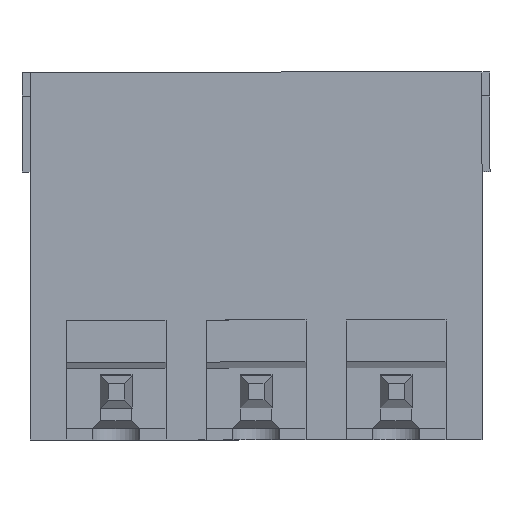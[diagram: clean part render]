
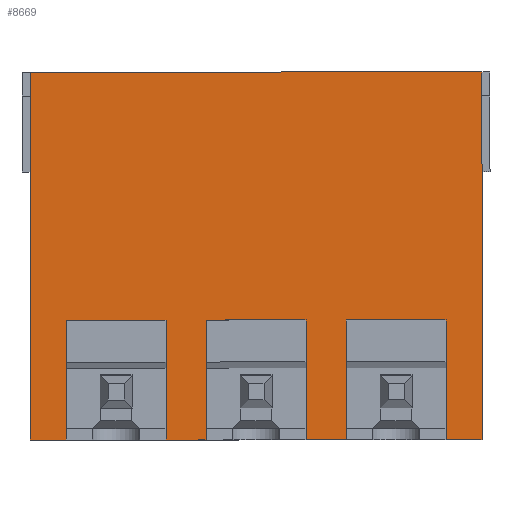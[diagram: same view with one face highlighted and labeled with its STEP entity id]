
A CAD part, front view. The second image highlights one B-rep face of the part: STEP entity #8669.
In plain terms, the highlighted planar face has unit normal (0, -1, 0).
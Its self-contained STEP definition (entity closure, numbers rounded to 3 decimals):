
#40 = LINE ( 'NONE', #8981, #7736 ) ;
#91 = CARTESIAN_POINT ( 'NONE',  ( 6.9, 2.7, -3.5 ) ) ;
#103 = CARTESIAN_POINT ( 'NONE',  ( 6.9, 2.7, -0.5 ) ) ;
#194 = EDGE_CURVE ( 'NONE', #3117, #4861, #5039, .T. ) ;
#205 = EDGE_CURVE ( 'NONE', #6976, #1354, #7985, .T. ) ;
#222 = LINE ( 'NONE', #3195, #519 ) ;
#257 = VERTEX_POINT ( 'NONE', #555 ) ;
#485 = DIRECTION ( 'NONE',  ( 1., 0., 0. ) ) ;
#519 = VECTOR ( 'NONE', #5451, 1000. ) ;
#542 = VECTOR ( 'NONE', #2108, 1000. ) ;
#554 = FACE_OUTER_BOUND ( 'NONE', #2919, .T. ) ;
#555 = CARTESIAN_POINT ( 'NONE',  ( 7.9, 2.7, -0.5 ) ) ;
#609 = VECTOR ( 'NONE', #3173, 1000. ) ;
#693 = VERTEX_POINT ( 'NONE', #9210 ) ;
#791 = LINE ( 'NONE', #8353, #9189 ) ;
#953 = EDGE_CURVE ( 'NONE', #5043, #1354, #4680, .T. ) ;
#1022 = VECTOR ( 'NONE', #1098, 1000. ) ;
#1098 = DIRECTION ( 'NONE',  ( -1., 0., 0. ) ) ;
#1192 = VECTOR ( 'NONE', #9556, 1000. ) ;
#1235 = AXIS2_PLACEMENT_3D ( 'NONE', #3526, #5737, #5135 ) ;
#1260 = CARTESIAN_POINT ( 'NONE',  ( 0., 2.7, 5.7 ) ) ;
#1291 = ORIENTED_EDGE ( 'NONE', *, *, #9586, .F. ) ;
#1332 = CARTESIAN_POINT ( 'NONE',  ( 4.4, 2.7, -3.5 ) ) ;
#1354 = VERTEX_POINT ( 'NONE', #3699 ) ;
#1432 = DIRECTION ( 'NONE',  ( -1., 0., 0. ) ) ;
#1472 = DIRECTION ( 'NONE',  ( 0., 0., 1. ) ) ;
#1481 = LINE ( 'NONE', #3718, #1192 ) ;
#1619 = ORIENTED_EDGE ( 'NONE', *, *, #8227, .T. ) ;
#1773 = CARTESIAN_POINT ( 'NONE',  ( 3.4, 2.7, -0.5 ) ) ;
#1799 = CARTESIAN_POINT ( 'NONE',  ( 0., 2.7, 5.7 ) ) ;
#1866 = CARTESIAN_POINT ( 'NONE',  ( 10.4, 2.7, -0.5 ) ) ;
#1977 = CARTESIAN_POINT ( 'NONE',  ( 0., 2.7, -3.5 ) ) ;
#2041 = CARTESIAN_POINT ( 'NONE',  ( 4.4, 2.7, -3.5 ) ) ;
#2108 = DIRECTION ( 'NONE',  ( -1., 0., 0. ) ) ;
#2110 = VERTEX_POINT ( 'NONE', #6886 ) ;
#2117 = LINE ( 'NONE', #5885, #4609 ) ;
#2238 = VERTEX_POINT ( 'NONE', #1866 ) ;
#2342 = CARTESIAN_POINT ( 'NONE',  ( 0.9, 2.7, -3.5 ) ) ;
#2414 = VECTOR ( 'NONE', #7309, 1000. ) ;
#2870 = ORIENTED_EDGE ( 'NONE', *, *, #6681, .T. ) ;
#2919 = EDGE_LOOP ( 'NONE', ( #5114, #2870, #1291, #5190, #8314, #9564, #4164, #9621, #1619, #4860, #3356, #5919, #7369, #8716, #4386, #7307 ) ) ;
#2925 = DIRECTION ( 'NONE',  ( 0., 0., 1. ) ) ;
#3117 = VERTEX_POINT ( 'NONE', #5980 ) ;
#3173 = DIRECTION ( 'NONE',  ( -1., 0., 0. ) ) ;
#3174 = VECTOR ( 'NONE', #1432, 1000. ) ;
#3195 = CARTESIAN_POINT ( 'NONE',  ( 10.4, 2.7, -3.5 ) ) ;
#3356 = ORIENTED_EDGE ( 'NONE', *, *, #4913, .F. ) ;
#3526 = CARTESIAN_POINT ( 'NONE',  ( 11.3, 2.7, -3.5 ) ) ;
#3699 = CARTESIAN_POINT ( 'NONE',  ( 3.4, 2.7, -3.5 ) ) ;
#3718 = CARTESIAN_POINT ( 'NONE',  ( 6.9, 2.7, -0.5 ) ) ;
#3891 = EDGE_CURVE ( 'NONE', #257, #2238, #6246, .T. ) ;
#4128 = DIRECTION ( 'NONE',  ( 1., 0., 0. ) ) ;
#4164 = ORIENTED_EDGE ( 'NONE', *, *, #3891, .T. ) ;
#4233 = CARTESIAN_POINT ( 'NONE',  ( 0.9, 2.7, -0.5 ) ) ;
#4298 = VECTOR ( 'NONE', #5475, 1000. ) ;
#4331 = CARTESIAN_POINT ( 'NONE',  ( 0., 2.7, -3.5 ) ) ;
#4386 = ORIENTED_EDGE ( 'NONE', *, *, #4641, .F. ) ;
#4508 = CARTESIAN_POINT ( 'NONE',  ( 6.9, 2.7, -0.5 ) ) ;
#4552 = VERTEX_POINT ( 'NONE', #4508 ) ;
#4609 = VECTOR ( 'NONE', #5097, 1000. ) ;
#4641 = EDGE_CURVE ( 'NONE', #5043, #5736, #9099, .T. ) ;
#4680 = LINE ( 'NONE', #8355, #4298 ) ;
#4735 = CARTESIAN_POINT ( 'NONE',  ( 7.9, 2.7, -0.5 ) ) ;
#4794 = LINE ( 'NONE', #7790, #1022 ) ;
#4854 = CARTESIAN_POINT ( 'NONE',  ( 11.3, 2.7, 5.7 ) ) ;
#4860 = ORIENTED_EDGE ( 'NONE', *, *, #8803, .T. ) ;
#4861 = VERTEX_POINT ( 'NONE', #91 ) ;
#4868 = LINE ( 'NONE', #1799, #9033 ) ;
#4913 = EDGE_CURVE ( 'NONE', #8301, #6015, #4868, .T. ) ;
#4993 = PLANE ( 'NONE',  #1235 ) ;
#5039 = LINE ( 'NONE', #9450, #3174 ) ;
#5043 = VERTEX_POINT ( 'NONE', #5896 ) ;
#5097 = DIRECTION ( 'NONE',  ( 0., 0., 1. ) ) ;
#5114 = ORIENTED_EDGE ( 'NONE', *, *, #205, .F. ) ;
#5135 = DIRECTION ( 'NONE',  ( 0., 0., 1. ) ) ;
#5190 = ORIENTED_EDGE ( 'NONE', *, *, #7700, .T. ) ;
#5322 = VECTOR ( 'NONE', #8210, 1000. ) ;
#5432 = DIRECTION ( 'NONE',  ( 0., 0., -1. ) ) ;
#5451 = DIRECTION ( 'NONE',  ( 1., 0., 0. ) ) ;
#5475 = DIRECTION ( 'NONE',  ( 0., 0., -1. ) ) ;
#5560 = CARTESIAN_POINT ( 'NONE',  ( 7.9, 2.7, -0.5 ) ) ;
#5736 = VERTEX_POINT ( 'NONE', #4233 ) ;
#5737 = DIRECTION ( 'NONE',  ( 0., -1., 0. ) ) ;
#5803 = LINE ( 'NONE', #4331, #2414 ) ;
#5885 = CARTESIAN_POINT ( 'NONE',  ( 10.4, 2.7, -3.5 ) ) ;
#5896 = CARTESIAN_POINT ( 'NONE',  ( 3.4, 2.7, -0.5 ) ) ;
#5919 = ORIENTED_EDGE ( 'NONE', *, *, #9249, .F. ) ;
#5980 = CARTESIAN_POINT ( 'NONE',  ( 7.9, 2.7, -3.5 ) ) ;
#6015 = VERTEX_POINT ( 'NONE', #4854 ) ;
#6143 = VERTEX_POINT ( 'NONE', #1977 ) ;
#6246 = LINE ( 'NONE', #5560, #7299 ) ;
#6681 = EDGE_CURVE ( 'NONE', #6976, #2110, #9628, .T. ) ;
#6886 = CARTESIAN_POINT ( 'NONE',  ( 4.4, 2.7, -0.5 ) ) ;
#6976 = VERTEX_POINT ( 'NONE', #2041 ) ;
#6995 = LINE ( 'NONE', #4735, #9555 ) ;
#7299 = VECTOR ( 'NONE', #4128, 1000. ) ;
#7307 = ORIENTED_EDGE ( 'NONE', *, *, #953, .T. ) ;
#7309 = DIRECTION ( 'NONE',  ( 0., 0., 1. ) ) ;
#7369 = ORIENTED_EDGE ( 'NONE', *, *, #8637, .F. ) ;
#7488 = EDGE_CURVE ( 'NONE', #257, #3117, #6995, .T. ) ;
#7700 = EDGE_CURVE ( 'NONE', #4552, #4861, #8658, .T. ) ;
#7736 = VECTOR ( 'NONE', #8244, 1000. ) ;
#7764 = VERTEX_POINT ( 'NONE', #2342 ) ;
#7790 = CARTESIAN_POINT ( 'NONE',  ( 0.9, 2.7, -3.5 ) ) ;
#7954 = VECTOR ( 'NONE', #2925, 1000. ) ;
#7985 = LINE ( 'NONE', #1332, #542 ) ;
#8155 = VERTEX_POINT ( 'NONE', #9116 ) ;
#8210 = DIRECTION ( 'NONE',  ( 0., 0., -1. ) ) ;
#8227 = EDGE_CURVE ( 'NONE', #693, #8155, #222, .T. ) ;
#8244 = DIRECTION ( 'NONE',  ( 0., 0., 1. ) ) ;
#8301 = VERTEX_POINT ( 'NONE', #1260 ) ;
#8314 = ORIENTED_EDGE ( 'NONE', *, *, #194, .F. ) ;
#8353 = CARTESIAN_POINT ( 'NONE',  ( 11.3, 2.7, -3.5 ) ) ;
#8355 = CARTESIAN_POINT ( 'NONE',  ( 3.4, 2.7, -0.5 ) ) ;
#8637 = EDGE_CURVE ( 'NONE', #7764, #6143, #4794, .T. ) ;
#8658 = LINE ( 'NONE', #103, #5322 ) ;
#8669 = ADVANCED_FACE ( 'NONE', ( #554 ), #4993, .T. ) ;
#8716 = ORIENTED_EDGE ( 'NONE', *, *, #9053, .T. ) ;
#8803 = EDGE_CURVE ( 'NONE', #8155, #6015, #791, .T. ) ;
#8848 = CARTESIAN_POINT ( 'NONE',  ( 4.4, 2.7, -3.5 ) ) ;
#8981 = CARTESIAN_POINT ( 'NONE',  ( 0.9, 2.7, -3.5 ) ) ;
#9033 = VECTOR ( 'NONE', #485, 1000. ) ;
#9053 = EDGE_CURVE ( 'NONE', #7764, #5736, #40, .T. ) ;
#9099 = LINE ( 'NONE', #1773, #609 ) ;
#9116 = CARTESIAN_POINT ( 'NONE',  ( 11.3, 2.7, -3.5 ) ) ;
#9189 = VECTOR ( 'NONE', #1472, 1000. ) ;
#9210 = CARTESIAN_POINT ( 'NONE',  ( 10.4, 2.7, -3.5 ) ) ;
#9249 = EDGE_CURVE ( 'NONE', #6143, #8301, #5803, .T. ) ;
#9450 = CARTESIAN_POINT ( 'NONE',  ( 7.9, 2.7, -3.5 ) ) ;
#9555 = VECTOR ( 'NONE', #5432, 1000. ) ;
#9556 = DIRECTION ( 'NONE',  ( -1., 0., 0. ) ) ;
#9564 = ORIENTED_EDGE ( 'NONE', *, *, #7488, .F. ) ;
#9586 = EDGE_CURVE ( 'NONE', #4552, #2110, #1481, .T. ) ;
#9621 = ORIENTED_EDGE ( 'NONE', *, *, #9637, .F. ) ;
#9628 = LINE ( 'NONE', #8848, #7954 ) ;
#9637 = EDGE_CURVE ( 'NONE', #693, #2238, #2117, .T. ) ;
